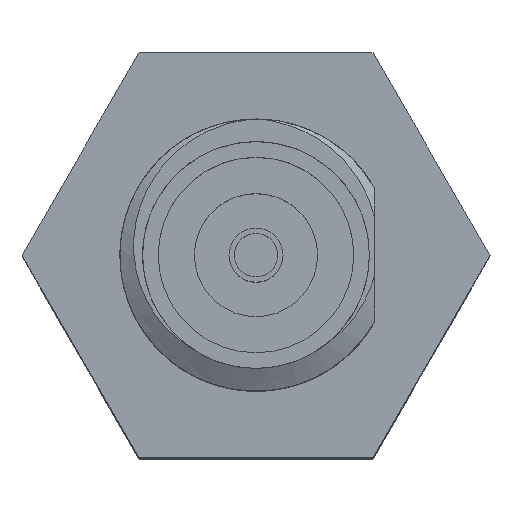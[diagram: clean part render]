
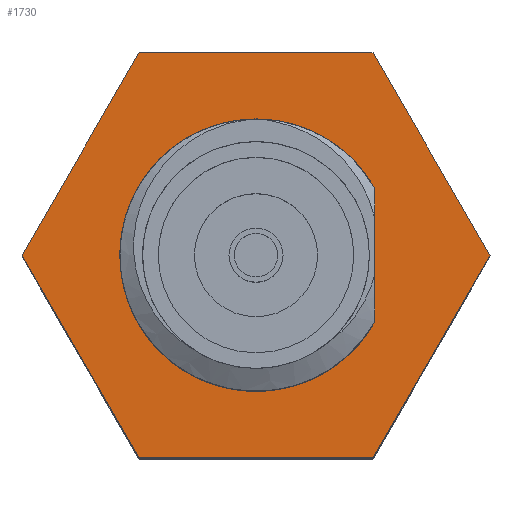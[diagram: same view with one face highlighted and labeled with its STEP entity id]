
A CAD part, top view. The second image highlights one B-rep face of the part: STEP entity #1730.
In plain terms, the highlighted planar face has unit normal (0, 0, 1).
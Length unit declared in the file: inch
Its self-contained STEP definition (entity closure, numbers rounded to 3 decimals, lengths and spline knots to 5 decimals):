
#60=B_SPLINE_CURVE_WITH_KNOTS('',3,(#2014,#2015,#2016,#2017,#2018,#2019,
#2020,#2021,#2022,#2023,#2024,#2025,#2026,#2027,#2028,#2029,#2030,#2031,
#2032,#2033),.UNSPECIFIED.,.F.,.U.,(4,2,2,2,2,2,2,2,2,4),(-0.90359,
-0.85038,-0.79625,-0.69218,-0.58488,
-0.47435,-0.3606,-0.24362,-0.12342,
0.),.UNSPECIFIED.);
#61=B_SPLINE_CURVE_WITH_KNOTS('',3,(#2036,#2037,#2038,#2039,#2040,#2041,
#2042,#2043,#2044,#2045,#2046,#2047,#2048,#2049,#2050,#2051,#2052,#2053,
#2054,#2055),.UNSPECIFIED.,.F.,.U.,(4,2,2,2,2,2,2,2,2,4),(-0.89715,
-0.83215,-0.76805,-0.64868,-0.53252,
-0.41958,-0.30985,-0.20335,-0.10006,
0.),.UNSPECIFIED.);
#138=VECTOR('',#13686,1.);
#139=VECTOR('',#13687,1.);
#140=VECTOR('',#13688,1.);
#141=VECTOR('',#13689,1.);
#142=VECTOR('',#13690,1.);
#143=VECTOR('',#13691,1.);
#229=LINE('',#2002,#138);
#230=LINE('',#2005,#139);
#231=LINE('',#2007,#140);
#232=LINE('',#2009,#141);
#233=LINE('',#2011,#142);
#234=LINE('',#2013,#143);
#317=PLANE('',#1847);
#381=VERTEX_POINT('',#2003);
#382=VERTEX_POINT('',#2004);
#383=VERTEX_POINT('',#2006);
#384=VERTEX_POINT('',#2008);
#385=VERTEX_POINT('',#2010);
#386=VERTEX_POINT('',#2012);
#387=VERTEX_POINT('',#2034);
#388=VERTEX_POINT('',#2035);
#389=VERTEX_POINT('',#2056);
#560=CIRCLE('',#1848,0.126);
#619=EDGE_CURVE('',#381,#382,#229,.T.);
#620=EDGE_CURVE('',#383,#381,#230,.T.);
#621=EDGE_CURVE('',#384,#383,#231,.T.);
#622=EDGE_CURVE('',#385,#384,#232,.T.);
#623=EDGE_CURVE('',#386,#385,#233,.T.);
#624=EDGE_CURVE('',#382,#386,#234,.T.);
#625=EDGE_CURVE('',#387,#388,#60,.T.);
#626=EDGE_CURVE('',#389,#387,#61,.T.);
#627=EDGE_CURVE('',#388,#389,#560,.T.);
#901=ORIENTED_EDGE('',*,*,#619,.F.);
#902=ORIENTED_EDGE('',*,*,#620,.F.);
#903=ORIENTED_EDGE('',*,*,#621,.F.);
#904=ORIENTED_EDGE('',*,*,#622,.F.);
#905=ORIENTED_EDGE('',*,*,#623,.F.);
#906=ORIENTED_EDGE('',*,*,#624,.F.);
#907=ORIENTED_EDGE('',*,*,#625,.F.);
#908=ORIENTED_EDGE('',*,*,#626,.F.);
#909=ORIENTED_EDGE('',*,*,#627,.F.);
#1444=EDGE_LOOP('',(#901,#902,#903,#904,#905,#906));
#1445=EDGE_LOOP('',(#907,#908,#909));
#1587=FACE_BOUND('',#1444,.T.);
#1588=FACE_BOUND('',#1445,.T.);
#1730=ADVANCED_FACE('',(#1587,#1588),#317,.T.);
#1847=AXIS2_PLACEMENT_3D('',#2001,#13685,$);
#1848=AXIS2_PLACEMENT_3D('',#2057,#13692,#13693);
#2001=CARTESIAN_POINT('',(0.,0.,1.068));
#2002=CARTESIAN_POINT('',(0.10832,0.18761,1.068));
#2003=CARTESIAN_POINT('',(-0.10832,0.18761,1.068));
#2004=CARTESIAN_POINT('',(0.10832,0.18761,1.068));
#2005=CARTESIAN_POINT('',(-0.10832,0.18761,1.068));
#2006=CARTESIAN_POINT('',(-0.21663,0.,1.068));
#2007=CARTESIAN_POINT('',(-0.21663,0.,1.068));
#2008=CARTESIAN_POINT('',(-0.10832,-0.18761,1.068));
#2009=CARTESIAN_POINT('',(-0.10832,-0.18761,1.068));
#2010=CARTESIAN_POINT('',(0.10832,-0.18761,1.068));
#2011=CARTESIAN_POINT('',(0.10832,-0.18761,1.068));
#2012=CARTESIAN_POINT('',(0.21663,0.,1.068));
#2013=CARTESIAN_POINT('',(0.21663,0.,1.068));
#2014=CARTESIAN_POINT('',(0.05829,-0.08076,1.068));
#2015=CARTESIAN_POINT('',(0.06425,-0.07719,1.068));
#2016=CARTESIAN_POINT('',(0.06982,-0.073,1.068));
#2017=CARTESIAN_POINT('',(0.08011,-0.06347,1.068));
#2018=CARTESIAN_POINT('',(0.08477,-0.05812,1.068));
#2019=CARTESIAN_POINT('',(0.0967,-0.04124,1.068));
#2020=CARTESIAN_POINT('',(0.10227,-0.02869,1.068));
#2021=CARTESIAN_POINT('',(0.10844,-0.00175,1.068));
#2022=CARTESIAN_POINT('',(0.10884,0.01241,1.068));
#2023=CARTESIAN_POINT('',(0.10419,0.04053,1.068));
#2024=CARTESIAN_POINT('',(0.09902,0.05418,1.068));
#2025=CARTESIAN_POINT('',(0.08359,0.07916,1.068));
#2026=CARTESIAN_POINT('',(0.07333,0.09016,1.068));
#2027=CARTESIAN_POINT('',(0.04887,0.10791,1.068));
#2028=CARTESIAN_POINT('',(0.03481,0.11437,1.068));
#2029=CARTESIAN_POINT('',(0.00459,0.12171,1.068));
#2030=CARTESIAN_POINT('',(-0.0113,0.12236,1.068));
#2031=CARTESIAN_POINT('',(-0.04289,0.11755,1.068));
#2032=CARTESIAN_POINT('',(-0.05825,0.11197,1.068));
#2033=CARTESIAN_POINT('',(-0.07214,0.10364,1.068));
#2034=CARTESIAN_POINT('',(0.05829,-0.08076,1.068));
#2035=CARTESIAN_POINT('',(-0.06862,0.10567,1.068));
#2036=CARTESIAN_POINT('',(-0.07629,0.10062,1.068));
#2037=CARTESIAN_POINT('',(-0.08275,0.09499,1.068));
#2038=CARTESIAN_POINT('',(-0.08863,0.08872,1.068));
#2039=CARTESIAN_POINT('',(-0.09891,0.07516,1.068));
#2040=CARTESIAN_POINT('',(-0.10332,0.06793,1.068));
#2041=CARTESIAN_POINT('',(-0.11371,0.04608,1.068));
#2042=CARTESIAN_POINT('',(-0.11766,0.03071,1.068));
#2043=CARTESIAN_POINT('',(-0.11935,-0.00028,1.068));
#2044=CARTESIAN_POINT('',(-0.11723,-0.01557,1.068));
#2045=CARTESIAN_POINT('',(-0.10731,-0.04406,1.068));
#2046=CARTESIAN_POINT('',(-0.09977,-0.05703,1.068));
#2047=CARTESIAN_POINT('',(-0.08036,-0.07898,1.068));
#2048=CARTESIAN_POINT('',(-0.0688,-0.08785,1.068));
#2049=CARTESIAN_POINT('',(-0.04328,-0.1004,1.068));
#2050=CARTESIAN_POINT('',(-0.02965,-0.1041,1.068));
#2051=CARTESIAN_POINT('',(-0.00214,-0.10597,1.068));
#2052=CARTESIAN_POINT('',(0.01145,-0.10428,1.068));
#2053=CARTESIAN_POINT('',(0.03679,-0.09584,1.068));
#2054=CARTESIAN_POINT('',(0.04834,-0.08933,1.068));
#2055=CARTESIAN_POINT('',(0.05829,-0.08076,1.068));
#2056=CARTESIAN_POINT('',(-0.07929,0.09792,1.068));
#2057=CARTESIAN_POINT('',(0.,0.,1.068));
#13685=DIRECTION('',(0.,0.,1.));
#13686=DIRECTION('',(1.,0.,0.));
#13687=DIRECTION('',(0.5,0.866,0.));
#13688=DIRECTION('',(-0.5,0.866,0.));
#13689=DIRECTION('',(-1.,0.,0.));
#13690=DIRECTION('',(-0.5,-0.866,0.));
#13691=DIRECTION('',(0.5,-0.866,0.));
#13692=DIRECTION('',(0.,0.,1.));
#13693=DIRECTION('',(0.126,0.,0.));
